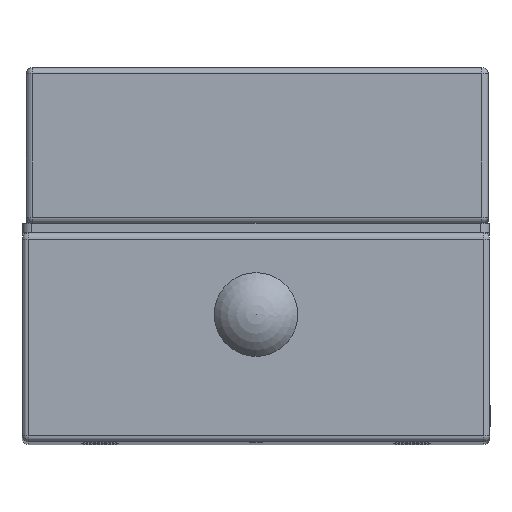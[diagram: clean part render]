
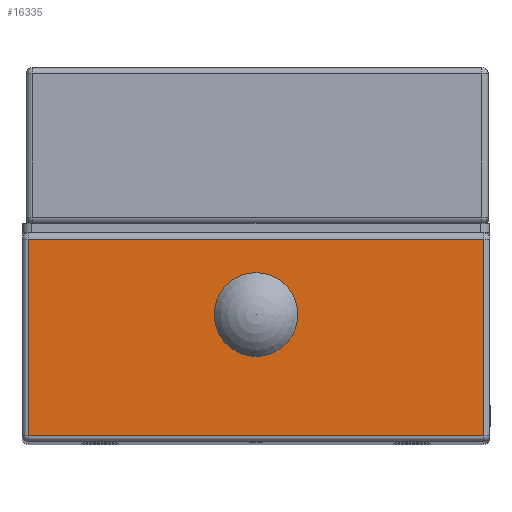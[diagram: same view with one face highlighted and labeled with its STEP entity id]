
A CAD part, top view. The second image highlights one B-rep face of the part: STEP entity #16335.
In plain terms, the highlighted planar face has unit normal (0, 0, 1).
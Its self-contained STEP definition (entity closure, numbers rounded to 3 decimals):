
#282=CARTESIAN_POINT('',(0.0,-6.119,249.96));
#283=VERTEX_POINT('',#282);
#284=CARTESIAN_POINT('',(0.0,7.3,249.96));
#285=DIRECTION('',(0.0,0.0,-1.0));
#286=DIRECTION('',(0.0,1.0,0.0));
#287=AXIS2_PLACEMENT_3D('',#284,#285,#286);
#288=CIRCLE('',#287,13.419);
#289=EDGE_CURVE('',#283,#283,#288,.T.);
#16293=CARTESIAN_POINT('',(0.,0.,249.96));
#16294=DIRECTION('',(0.0,0.0,1.0));
#16295=DIRECTION('',(1.0,0.0,0.0));
#16296=AXIS2_PLACEMENT_3D('',#16293,#16294,#16295);
#16297=PLANE('',#16296);
#16298=CARTESIAN_POINT('',(-72.98,-31.5,249.96));
#16299=VERTEX_POINT('',#16298);
#16300=CARTESIAN_POINT('',(-72.98,31.5,249.96));
#16301=VERTEX_POINT('',#16300);
#16302=CARTESIAN_POINT('',(-72.98,-31.5,249.96));
#16303=DIRECTION('',(0.0,1.0,0.0));
#16304=VECTOR('',#16303,63.);
#16305=LINE('',#16302,#16304);
#16306=EDGE_CURVE('',#16299,#16301,#16305,.T.);
#16307=ORIENTED_EDGE('',*,*,#16306,.F.);
#16308=CARTESIAN_POINT('',(72.98,-31.5,249.96));
#16309=VERTEX_POINT('',#16308);
#16310=CARTESIAN_POINT('',(72.98,-31.5,249.96));
#16311=DIRECTION('',(-1.0,0.0,0.0));
#16312=VECTOR('',#16311,145.96);
#16313=LINE('',#16310,#16312);
#16314=EDGE_CURVE('',#16309,#16299,#16313,.T.);
#16315=ORIENTED_EDGE('',*,*,#16314,.F.);
#16316=CARTESIAN_POINT('',(72.98,31.5,249.96));
#16317=VERTEX_POINT('',#16316);
#16318=CARTESIAN_POINT('',(72.98,31.5,249.96));
#16319=DIRECTION('',(0.0,-1.0,0.0));
#16320=VECTOR('',#16319,63.);
#16321=LINE('',#16318,#16320);
#16322=EDGE_CURVE('',#16317,#16309,#16321,.T.);
#16323=ORIENTED_EDGE('',*,*,#16322,.F.);
#16324=CARTESIAN_POINT('',(-72.98,31.5,249.96));
#16325=DIRECTION('',(1.0,0.0,0.0));
#16326=VECTOR('',#16325,145.96);
#16327=LINE('',#16324,#16326);
#16328=EDGE_CURVE('',#16301,#16317,#16327,.T.);
#16329=ORIENTED_EDGE('',*,*,#16328,.F.);
#16330=EDGE_LOOP('',(#16307,#16315,#16323,#16329));
#16331=FACE_OUTER_BOUND('',#16330,.T.);
#16332=ORIENTED_EDGE('',*,*,#289,.T.);
#16333=EDGE_LOOP('',(#16332));
#16334=FACE_BOUND('',#16333,.T.);
#16335=ADVANCED_FACE('',(#16331,#16334),#16297,.T.);
